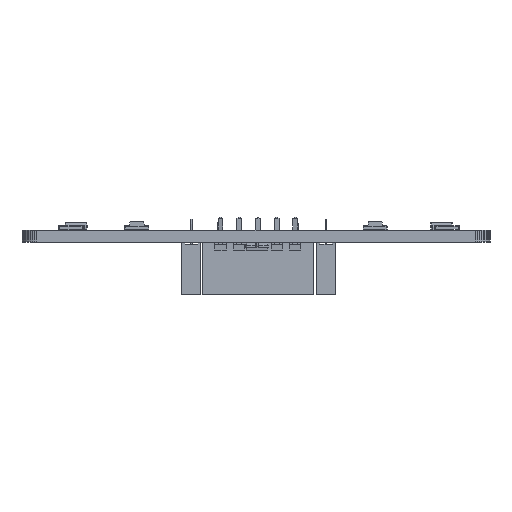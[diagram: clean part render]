
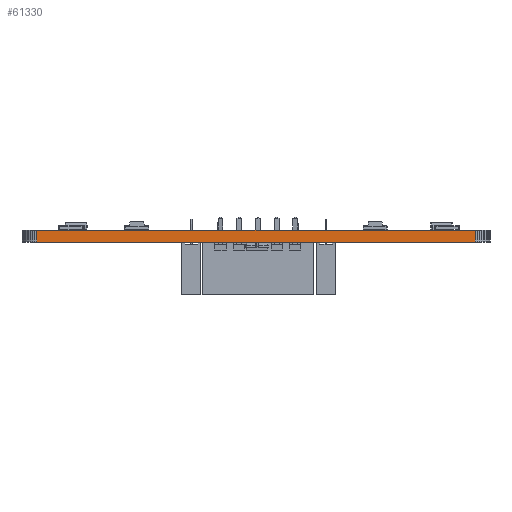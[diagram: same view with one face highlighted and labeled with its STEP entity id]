
A CAD part, front view. The second image highlights one B-rep face of the part: STEP entity #61330.
In plain terms, the highlighted planar face has unit normal (0, -1, 0).
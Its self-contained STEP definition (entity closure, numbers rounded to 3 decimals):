
#55763 = PLANE('',#55764);
#55764 = AXIS2_PLACEMENT_3D('',#55765,#55766,#55767);
#55765 = CARTESIAN_POINT('',(31.242,-53.721,1.6));
#55766 = DIRECTION('',(-0.,-0.,-1.));
#55767 = DIRECTION('',(-1.,0.,0.));
#55817 = PLANE('',#55818);
#55818 = AXIS2_PLACEMENT_3D('',#55819,#55820,#55821);
#55819 = CARTESIAN_POINT('',(31.242,-53.721,0.));
#55820 = DIRECTION('',(-0.,-0.,-1.));
#55821 = DIRECTION('',(-1.,0.,0.));
#56514 = VERTEX_POINT('',#56515);
#56515 = CARTESIAN_POINT('',(60.484,-107.442,0.));
#56529 = PLANE('',#56530);
#56530 = AXIS2_PLACEMENT_3D('',#56531,#56532,#56533);
#56531 = CARTESIAN_POINT('',(60.769,-107.422,0.));
#56532 = DIRECTION('',(0.071,-0.997,0.));
#56533 = DIRECTION('',(-0.997,-0.071,0.));
#56541 = EDGE_CURVE('',#56514,#56542,#56544,.T.);
#56542 = VERTEX_POINT('',#56543);
#56543 = CARTESIAN_POINT('',(2.,-107.442,0.));
#56544 = SURFACE_CURVE('',#56545,(#56549,#56556),.PCURVE_S1.);
#56545 = LINE('',#56546,#56547);
#56546 = CARTESIAN_POINT('',(60.484,-107.442,0.));
#56547 = VECTOR('',#56548,1.);
#56548 = DIRECTION('',(-1.,0.,0.));
#56549 = PCURVE('',#55817,#56550);
#56550 = DEFINITIONAL_REPRESENTATION('',(#56551),#56555);
#56551 = LINE('',#56552,#56553);
#56552 = CARTESIAN_POINT('',(-29.242,-53.721));
#56553 = VECTOR('',#56554,1.);
#56554 = DIRECTION('',(1.,0.));
#56555 = ( GEOMETRIC_REPRESENTATION_CONTEXT(2) 
PARAMETRIC_REPRESENTATION_CONTEXT() REPRESENTATION_CONTEXT('2D SPACE',''
  ) );
#56556 = PCURVE('',#56557,#56562);
#56557 = PLANE('',#56558);
#56558 = AXIS2_PLACEMENT_3D('',#56559,#56560,#56561);
#56559 = CARTESIAN_POINT('',(60.484,-107.442,0.));
#56560 = DIRECTION('',(0.,-1.,0.));
#56561 = DIRECTION('',(-1.,0.,0.));
#56562 = DEFINITIONAL_REPRESENTATION('',(#56563),#56567);
#56563 = LINE('',#56564,#56565);
#56564 = CARTESIAN_POINT('',(0.,-0.));
#56565 = VECTOR('',#56566,1.);
#56566 = DIRECTION('',(1.,0.));
#56567 = ( GEOMETRIC_REPRESENTATION_CONTEXT(2) 
PARAMETRIC_REPRESENTATION_CONTEXT() REPRESENTATION_CONTEXT('2D SPACE',''
  ) );
#56585 = PLANE('',#56586);
#56586 = AXIS2_PLACEMENT_3D('',#56587,#56588,#56589);
#56587 = CARTESIAN_POINT('',(2.,-107.442,0.));
#56588 = DIRECTION('',(-0.071,-0.997,0.));
#56589 = DIRECTION('',(-0.997,0.071,0.));
#58728 = VERTEX_POINT('',#58729);
#58729 = CARTESIAN_POINT('',(60.484,-107.442,1.6));
#58750 = EDGE_CURVE('',#58728,#58751,#58753,.T.);
#58751 = VERTEX_POINT('',#58752);
#58752 = CARTESIAN_POINT('',(2.,-107.442,1.6));
#58753 = SURFACE_CURVE('',#58754,(#58758,#58765),.PCURVE_S1.);
#58754 = LINE('',#58755,#58756);
#58755 = CARTESIAN_POINT('',(60.484,-107.442,1.6));
#58756 = VECTOR('',#58757,1.);
#58757 = DIRECTION('',(-1.,0.,0.));
#58758 = PCURVE('',#55763,#58759);
#58759 = DEFINITIONAL_REPRESENTATION('',(#58760),#58764);
#58760 = LINE('',#58761,#58762);
#58761 = CARTESIAN_POINT('',(-29.242,-53.721));
#58762 = VECTOR('',#58763,1.);
#58763 = DIRECTION('',(1.,0.));
#58764 = ( GEOMETRIC_REPRESENTATION_CONTEXT(2) 
PARAMETRIC_REPRESENTATION_CONTEXT() REPRESENTATION_CONTEXT('2D SPACE',''
  ) );
#58765 = PCURVE('',#56557,#58766);
#58766 = DEFINITIONAL_REPRESENTATION('',(#58767),#58771);
#58767 = LINE('',#58768,#58769);
#58768 = CARTESIAN_POINT('',(0.,-1.6));
#58769 = VECTOR('',#58770,1.);
#58770 = DIRECTION('',(1.,0.));
#58771 = ( GEOMETRIC_REPRESENTATION_CONTEXT(2) 
PARAMETRIC_REPRESENTATION_CONTEXT() REPRESENTATION_CONTEXT('2D SPACE',''
  ) );
#61282 = EDGE_CURVE('',#56514,#58728,#61283,.T.);
#61283 = SURFACE_CURVE('',#61284,(#61288,#61295),.PCURVE_S1.);
#61284 = LINE('',#61285,#61286);
#61285 = CARTESIAN_POINT('',(60.484,-107.442,0.));
#61286 = VECTOR('',#61287,1.);
#61287 = DIRECTION('',(0.,0.,1.));
#61288 = PCURVE('',#56529,#61289);
#61289 = DEFINITIONAL_REPRESENTATION('',(#61290),#61294);
#61290 = LINE('',#61291,#61292);
#61291 = CARTESIAN_POINT('',(0.285,0.));
#61292 = VECTOR('',#61293,1.);
#61293 = DIRECTION('',(0.,-1.));
#61294 = ( GEOMETRIC_REPRESENTATION_CONTEXT(2) 
PARAMETRIC_REPRESENTATION_CONTEXT() REPRESENTATION_CONTEXT('2D SPACE',''
  ) );
#61295 = PCURVE('',#56557,#61296);
#61296 = DEFINITIONAL_REPRESENTATION('',(#61297),#61301);
#61297 = LINE('',#61298,#61299);
#61298 = CARTESIAN_POINT('',(0.,-0.));
#61299 = VECTOR('',#61300,1.);
#61300 = DIRECTION('',(0.,-1.));
#61301 = ( GEOMETRIC_REPRESENTATION_CONTEXT(2) 
PARAMETRIC_REPRESENTATION_CONTEXT() REPRESENTATION_CONTEXT('2D SPACE',''
  ) );
#61330 = ADVANCED_FACE('',(#61331),#56557,.T.);
#61331 = FACE_BOUND('',#61332,.T.);
#61332 = EDGE_LOOP('',(#61333,#61334,#61335,#61356));
#61333 = ORIENTED_EDGE('',*,*,#61282,.T.);
#61334 = ORIENTED_EDGE('',*,*,#58750,.T.);
#61335 = ORIENTED_EDGE('',*,*,#61336,.F.);
#61336 = EDGE_CURVE('',#56542,#58751,#61337,.T.);
#61337 = SURFACE_CURVE('',#61338,(#61342,#61349),.PCURVE_S1.);
#61338 = LINE('',#61339,#61340);
#61339 = CARTESIAN_POINT('',(2.,-107.442,0.));
#61340 = VECTOR('',#61341,1.);
#61341 = DIRECTION('',(0.,0.,1.));
#61342 = PCURVE('',#56557,#61343);
#61343 = DEFINITIONAL_REPRESENTATION('',(#61344),#61348);
#61344 = LINE('',#61345,#61346);
#61345 = CARTESIAN_POINT('',(58.484,0.));
#61346 = VECTOR('',#61347,1.);
#61347 = DIRECTION('',(0.,-1.));
#61348 = ( GEOMETRIC_REPRESENTATION_CONTEXT(2) 
PARAMETRIC_REPRESENTATION_CONTEXT() REPRESENTATION_CONTEXT('2D SPACE',''
  ) );
#61349 = PCURVE('',#56585,#61350);
#61350 = DEFINITIONAL_REPRESENTATION('',(#61351),#61355);
#61351 = LINE('',#61352,#61353);
#61352 = CARTESIAN_POINT('',(0.,0.));
#61353 = VECTOR('',#61354,1.);
#61354 = DIRECTION('',(0.,-1.));
#61355 = ( GEOMETRIC_REPRESENTATION_CONTEXT(2) 
PARAMETRIC_REPRESENTATION_CONTEXT() REPRESENTATION_CONTEXT('2D SPACE',''
  ) );
#61356 = ORIENTED_EDGE('',*,*,#56541,.F.);
